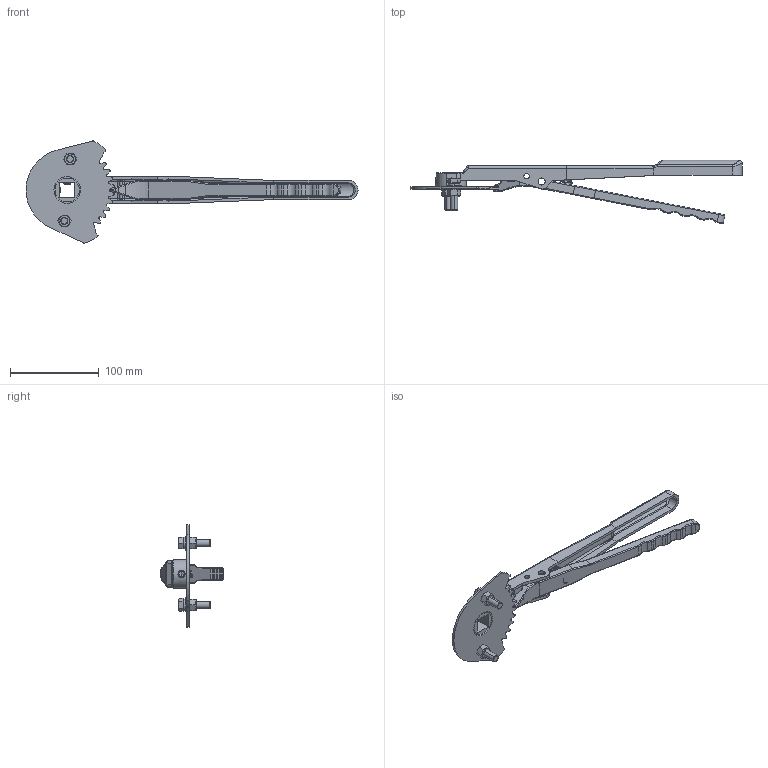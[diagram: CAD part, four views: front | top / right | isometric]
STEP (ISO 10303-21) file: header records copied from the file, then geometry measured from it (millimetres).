
FILE_DESCRIPTION (( 'STEP AP203' ), '1' );
FILE_NAME ('6.STEP', '2024-10-18T03:05:56', ( '' ), ( '' ), 'SwSTEP 2.0', 'SolidWorks 2018', '' );
FILE_SCHEMA (( 'CONFIG_CONTROL_DESIGN' ));
Length unit declared in the file: millimetre
Products named in the file (11): plain washers--product grade c gb_GB_FASTENER_WASHER_SMWC 8; spring lock washers--normal type gb_GB_FASTENER_WASHER_SW 8; hexagon socket set screws with cup point gb_GB_SOCKET_SET_TYPE4 M8X10-N; 4-6陔倰喘攫(4-6); 粟銅 - 萵掛; 6萵忒梟; 6; hexagon nuts grade c gb_GB_FASTENER_NUT_SNC1 M8-N; 蚾饜极; hexagon head bolts-full thread gb_GB_FASTENER_BOLT_STBAB A M8X30-C; 6主手柄-无尖头 2顶丝
Assembly tree (15 placements, depth 3):
  6
    4-6陔倰喘攫(4-6)
    plain washers--product grade c gb_GB_FASTENER_WASHER_SMWC 8  x2
    spring lock washers--normal type gb_GB_FASTENER_WASHER_SW 8  x2
    hexagon head bolts-full thread gb_GB_FASTENER_BOLT_STBAB A M8X30-C  x2
    hexagon nuts grade c gb_GB_FASTENER_NUT_SNC1 M8-N  x2
    蚾饜极
      6萵忒梟
      6主手柄-无尖头 2顶丝
      粟銅 - 萵掛
    hexagon socket set screws with cup point gb_GB_SOCKET_SET_TYPE4 M8X10-N  x2
Bounding box: 374.49 x 71.64 x 115.15 mm (x, y, z)
Volume: 107854 mm3; surface area: 78665 mm2
Topology: 14 solids, 14 shells, 853 faces, 2125 edges, 1310 vertices
Faces by surface type: plane 335, cylinder 266, bspline 119, torus 69, cone 48, sphere 16
Entity records: 34558 total; most frequent: CARTESIAN_POINT 15561, ORIENTED_EDGE 3822, DIRECTION 3532, EDGE_CURVE 1911, AXIS2_PLACEMENT_3D 1273, VERTEX_POINT 1190, LINE 986, VECTOR 986
